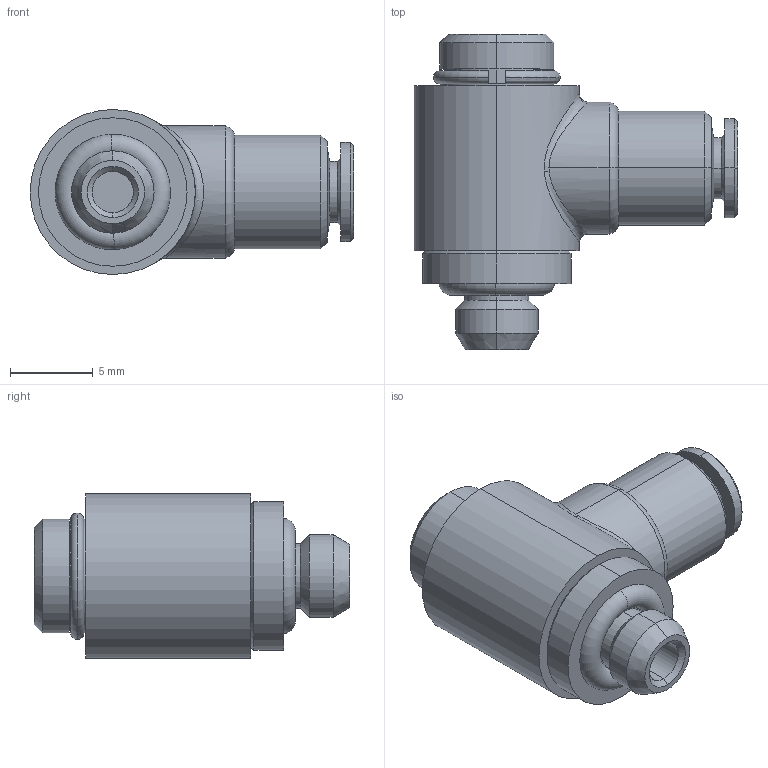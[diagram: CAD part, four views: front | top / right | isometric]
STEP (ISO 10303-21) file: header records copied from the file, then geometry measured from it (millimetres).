
FILE_DESCRIPTION (( 'STEP AP203' ), '1' );
FILE_NAME ('A0080000.STEP', '2009-02-06T15:25:53', ( 'UT1' ), ( '' ), 'SwSTEP 2.0', 'SolidWorks 2009', '' );
FILE_SCHEMA (( 'CONFIG_CONTROL_DESIGN' ));
Length unit declared in the file: millimetre
Products named in the file (1): A0080000
Bounding box: 19.6 x 19.1 x 10 mm (x, y, z)
Volume: 1300.3 mm3; surface area: 1219 mm2
Topology: 2 solids, 2 shells, 93 faces, 194 edges, 114 vertices
Faces by surface type: cylinder 30, plane 27, cone 26, torus 8, bspline 2
Entity records: 2953 total; most frequent: CARTESIAN_POINT 880, DIRECTION 452, ORIENTED_EDGE 384, EDGE_CURVE 192, AXIS2_PLACEMENT_3D 189, VERTEX_POINT 114, EDGE_LOOP 106, CIRCLE 97
